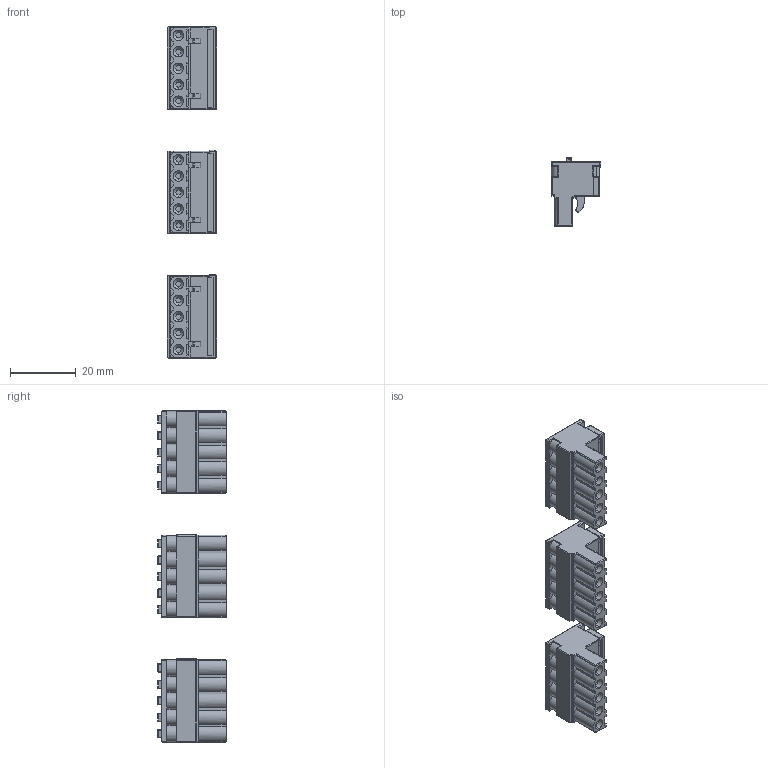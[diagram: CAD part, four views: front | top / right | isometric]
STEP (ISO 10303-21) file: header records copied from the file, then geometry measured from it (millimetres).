
FILE_DESCRIPTION (( 'STEP AP214' ), '1' );
FILE_NAME ('BX-RTB08-1.STEP', '2020-02-26T12:26:27', ( '' ), ( '' ), 'SwSTEP 2.0', 'SolidWorks 2017', '' );
FILE_SCHEMA (( 'AUTOMOTIVE_DESIGN' ));
Length unit declared in the file: inch
Products named in the file (1): BX-RTB08-1
Bounding box: 15 x 20.7 x 100.7 mm (x, y, z)
Volume: 13409.4 mm3; surface area: 10362.8 mm2
Topology: 3 solids, 3 shells, 1962 faces, 4956 edges, 3051 vertices
Faces by surface type: plane 1014, cylinder 612, torus 306, cone 30
Entity records: 88269 total; most frequent: CARTESIAN_POINT 15946, ORIENTED_EDGE 9912, DIRECTION 9611, EDGE_CURVE 4956, VECTOR 3243, LINE 3243, AXIS2_PLACEMENT_3D 3184, VERTEX_POINT 3051
